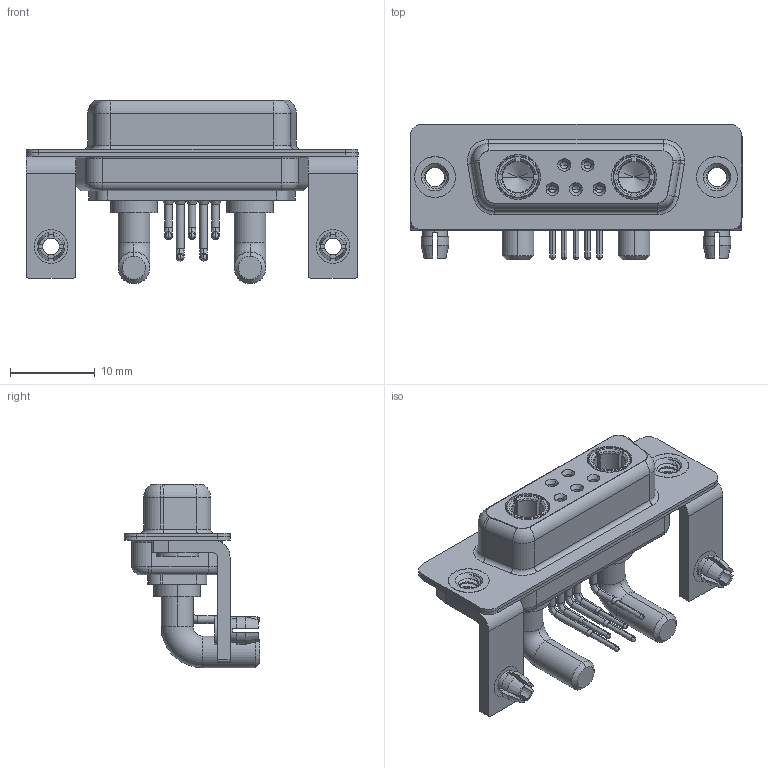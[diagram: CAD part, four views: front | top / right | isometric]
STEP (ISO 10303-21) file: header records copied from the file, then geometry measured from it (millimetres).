
FILE_DESCRIPTION (( 'STEP AP203' ), '1' );
FILE_NAME ('630-7W2-640-4T3.STEP', '2022-05-31T04:58:06', ( '' ), ( '' ), 'SwSTEP 2.0', 'SolidWorks 2020', '' );
FILE_SCHEMA (( 'CONFIG_CONTROL_DESIGN' ));
Length unit declared in the file: millimetre
Products named in the file (10): 630Combo Board Lock; 630-7W2-640-4T3; 630Combo Shell Rear_15 Contacts; 630Combo Stabilizer Bracket; 630Combo Contact Row 1; 630Combo Shell Front_15 Contacts; Power Socket_40A RA; 630Combo Contact Row 2; 630Combo Housing_7W2; 630Combo Threaded Rivet_3
Assembly tree (16 placements, depth 2):
  630-7W2-640-4T3
    630Combo Housing_7W2
    630Combo Shell Front_15 Contacts
    630Combo Shell Rear_15 Contacts
    630Combo Threaded Rivet_3  x2
    630Combo Stabilizer Bracket  x2
    630Combo Board Lock  x2
    Power Socket_40A RA  x2
    630Combo Contact Row 1  x2
    630Combo Contact Row 2  x3
Bounding box: 39.2 x 16 x 21.68 mm (x, y, z)
Volume: 3091 mm3; surface area: 6967.1 mm2
Topology: 18 solids, 18 shells, 832 faces, 2122 edges, 1348 vertices
Faces by surface type: cylinder 352, plane 268, cone 115, torus 69, bspline 28
Entity records: 19230 total; most frequent: CARTESIAN_POINT 4782, DIRECTION 2951, ORIENTED_EDGE 2678, EDGE_CURVE 1339, AXIS2_PLACEMENT_3D 1196, VERTEX_POINT 855, CIRCLE 649, EDGE_LOOP 610
